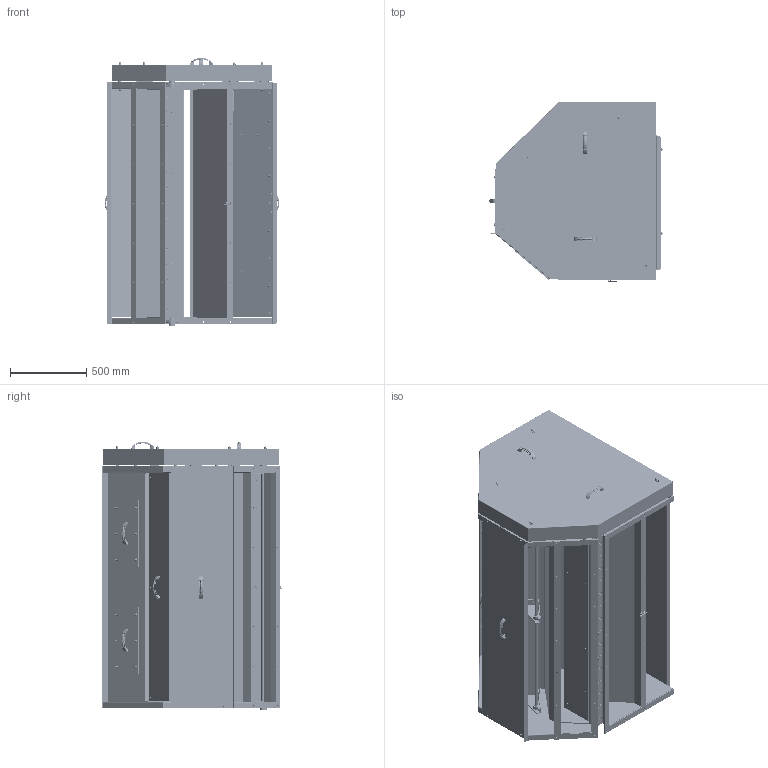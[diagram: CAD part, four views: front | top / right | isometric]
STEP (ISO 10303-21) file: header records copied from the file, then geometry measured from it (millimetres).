
FILE_DESCRIPTION(/* description */ (''),/* implementation_level */ '2;1');
FILE_NAME(/* name */ 'SRKP150035.stp',/* time_stamp */ '2023-10-16T06:51:16+02:00',/* author */ ('EN'),/* organization */ (''),/* preprocessor_version */ 'ST-DEVELOPER v18.1',/* originating_system */ 'Autodesk Inventor 2021',/* authorisation */ '');
FILE_SCHEMA (('AUTOMOTIVE_DESIGN { 1 0 10303 214 3 1 1 }'));
Products named in the file (1): SRKP150035_Obal_1
Bounding box: 1144.42 x 1176.01 x 1758.71 mm (x, y, z)
Volume: 59414968.4 mm3; surface area: 34865749.1 mm2
Topology: 29 solids, 29 shells, 7343 faces, 18022 edges, 11027 vertices
Faces by surface type: plane 3675, cylinder 2000, cone 923, torus 380, sphere 200, bspline 165
Full cylindrical faces by diameter (mm): 4 x2, 4.134 x18, 4.917 x10, 5 x48, 5.2 x12, 5.3 x12, 5.4 x12, 5.5 x18, 6 x7, 6.5 x6, 6.647 x15, 7 x2, 7.318 x2, 7.323 x20, 8 x70, 8.376 x26, 8.4 x17, 8.7 x12, 9 x18, 10 x130, 10.8 x16, 11 x24, 11.4 x55, 12 x12, 12.5 x16, 13 x20, 15.2 x3, 15.4 x4, 16 x81, 18 x6
Entity records: 223577 total; most frequent: CARTESIAN_POINT 54014, ORIENTED_EDGE 35500, DIRECTION 35447, EDGE_CURVE 17750, AXIS2_PLACEMENT_3D 13308, VERTEX_POINT 11026, LINE 8831, VECTOR 8831
